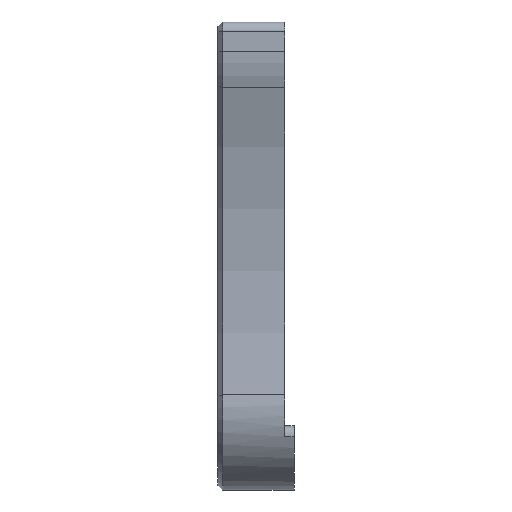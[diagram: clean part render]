
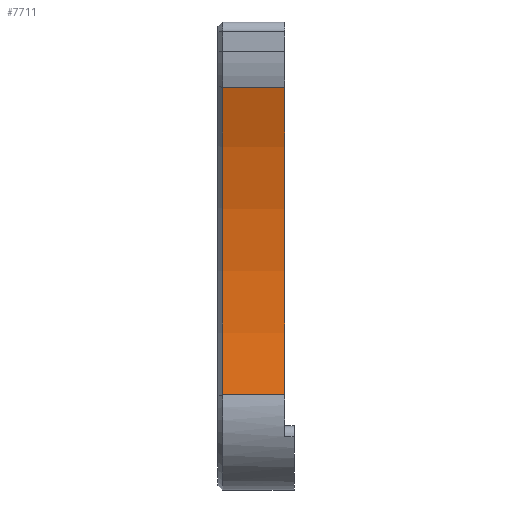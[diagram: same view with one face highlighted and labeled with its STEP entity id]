
A CAD part, left-side view. The second image highlights one B-rep face of the part: STEP entity #7711.
In plain terms, the highlighted cylindrical face has radius 45.72 mm (diameter 91.44 mm), a partial arc.
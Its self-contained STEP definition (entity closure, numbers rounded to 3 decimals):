
#213 = CARTESIAN_POINT ( 'NONE',  ( -6.225, 5.715, -15.734 ) ) ;
#343 = VECTOR ( 'NONE', #6827, 1000. ) ;
#1941 = VERTEX_POINT ( 'NONE', #213 ) ;
#2059 = ORIENTED_EDGE ( 'NONE', *, *, #8170, .T. ) ;
#3116 = AXIS2_PLACEMENT_3D ( 'NONE', #16026, #8421, #5912 ) ;
#3470 = CARTESIAN_POINT ( 'NONE',  ( -8.035, 0.762, 8.805 ) ) ;
#3765 = FACE_OUTER_BOUND ( 'NONE', #4611, .T. ) ;
#4061 = DIRECTION ( 'NONE',  ( 0., 1., 0. ) ) ;
#4611 = EDGE_LOOP ( 'NONE', ( #9942, #13349, #5153, #2059 ) ) ;
#5028 = LINE ( 'NONE', #9710, #8401 ) ;
#5153 = ORIENTED_EDGE ( 'NONE', *, *, #11850, .T. ) ;
#5571 = VERTEX_POINT ( 'NONE', #7254 ) ;
#5912 = DIRECTION ( 'NONE',  ( 0., 0., -1. ) ) ;
#6827 = DIRECTION ( 'NONE',  ( 0., -1., 0. ) ) ;
#7254 = CARTESIAN_POINT ( 'NONE',  ( -8.035, 5.715, 8.805 ) ) ;
#7427 = CARTESIAN_POINT ( 'NONE',  ( -51.044, 0.762, -6.703 ) ) ;
#7711 = ADVANCED_FACE ( 'NONE', ( #3765 ), #13054, .F. ) ;
#8170 = EDGE_CURVE ( 'NONE', #14268, #12228, #16198, .T. ) ;
#8347 = EDGE_CURVE ( 'NONE', #5571, #1941, #16408, .T. ) ;
#8401 = VECTOR ( 'NONE', #16003, 1000. ) ;
#8421 = DIRECTION ( 'NONE',  ( 0., -1., 0. ) ) ;
#8743 = DIRECTION ( 'NONE',  ( 0., 0., -1. ) ) ;
#9103 = EDGE_CURVE ( 'NONE', #5571, #12228, #5028, .T. ) ;
#9235 = CARTESIAN_POINT ( 'NONE',  ( -6.225, 6.096, -15.734 ) ) ;
#9385 = AXIS2_PLACEMENT_3D ( 'NONE', #11698, #4061, #12951 ) ;
#9710 = CARTESIAN_POINT ( 'NONE',  ( -8.035, 6.096, 8.805 ) ) ;
#9942 = ORIENTED_EDGE ( 'NONE', *, *, #9103, .F. ) ;
#11698 = CARTESIAN_POINT ( 'NONE',  ( -51.044, 5.715, -6.703 ) ) ;
#11808 = CARTESIAN_POINT ( 'NONE',  ( -6.225, 0.762, -15.734 ) ) ;
#11850 = EDGE_CURVE ( 'NONE', #1941, #14268, #13827, .T. ) ;
#12228 = VERTEX_POINT ( 'NONE', #3470 ) ;
#12951 = DIRECTION ( 'NONE',  ( 0., 0., -1. ) ) ;
#13054 = CYLINDRICAL_SURFACE ( 'NONE', #3116, 45.72 ) ;
#13349 = ORIENTED_EDGE ( 'NONE', *, *, #8347, .T. ) ;
#13827 = LINE ( 'NONE', #9235, #343 ) ;
#14268 = VERTEX_POINT ( 'NONE', #11808 ) ;
#15688 = AXIS2_PLACEMENT_3D ( 'NONE', #7427, #16335, #8743 ) ;
#16003 = DIRECTION ( 'NONE',  ( 0., -1., 0. ) ) ;
#16026 = CARTESIAN_POINT ( 'NONE',  ( -51.044, 6.096, -6.703 ) ) ;
#16198 = CIRCLE ( 'NONE', #15688, 45.72 ) ;
#16335 = DIRECTION ( 'NONE',  ( 0., -1., 0. ) ) ;
#16408 = CIRCLE ( 'NONE', #9385, 45.72 ) ;
